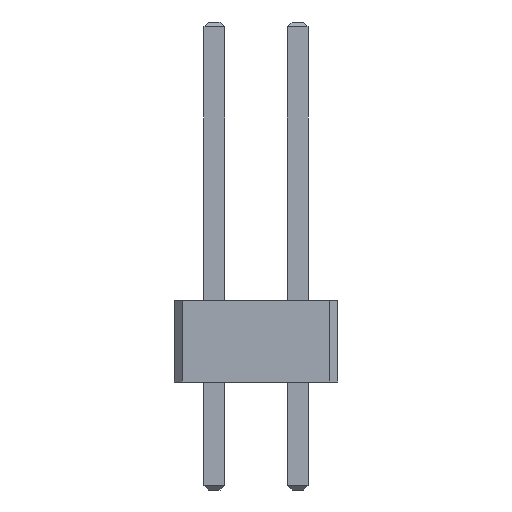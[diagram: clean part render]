
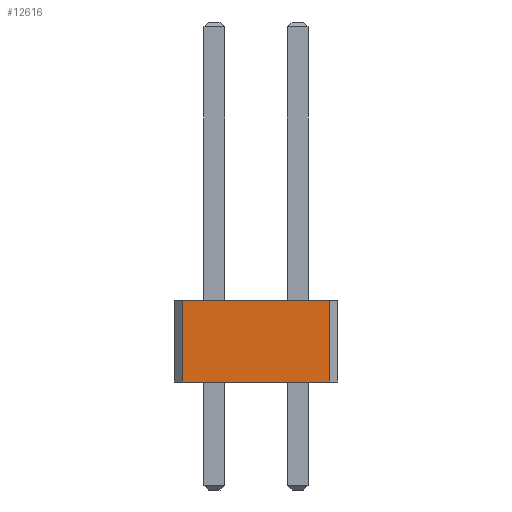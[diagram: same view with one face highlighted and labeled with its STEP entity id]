
A CAD part, front view. The second image highlights one B-rep face of the part: STEP entity #12616.
In plain terms, the highlighted planar face has unit normal (0, -1, 0).
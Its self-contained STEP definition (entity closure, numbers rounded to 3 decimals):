
#44 = PLANE('',#45);
#45 = AXIS2_PLACEMENT_3D('',#46,#47,#48);
#46 = CARTESIAN_POINT('',(-1.23,1.02,0.));
#47 = DIRECTION('',(0.,0.,-1.));
#48 = DIRECTION('',(0.,1.,0.));
#100 = PLANE('',#101);
#101 = AXIS2_PLACEMENT_3D('',#102,#103,#104);
#102 = CARTESIAN_POINT('',(-1.23,1.02,2.5));
#103 = DIRECTION('',(0.,0.,-1.));
#104 = DIRECTION('',(0.,1.,0.));
#1337 = VERTEX_POINT('',#1338);
#1338 = CARTESIAN_POINT('',(3.52,-34.29,0.));
#1352 = PLANE('',#1353);
#1353 = AXIS2_PLACEMENT_3D('',#1354,#1355,#1356);
#1354 = CARTESIAN_POINT('',(3.645,-34.165,0.));
#1355 = DIRECTION('',(0.707,-0.707,0.));
#1356 = DIRECTION('',(0.,0.,-1.));
#1364 = EDGE_CURVE('',#1365,#1337,#1367,.T.);
#1365 = VERTEX_POINT('',#1366);
#1366 = CARTESIAN_POINT('',(-0.98,-34.29,0.));
#1367 = SURFACE_CURVE('',#1368,(#1372,#1379),.PCURVE_S1.);
#1368 = LINE('',#1369,#1370);
#1369 = CARTESIAN_POINT('',(-1.23,-34.29,0.));
#1370 = VECTOR('',#1371,1.);
#1371 = DIRECTION('',(1.,0.,0.));
#1372 = PCURVE('',#44,#1373);
#1373 = DEFINITIONAL_REPRESENTATION('',(#1374),#1378);
#1374 = LINE('',#1375,#1376);
#1375 = CARTESIAN_POINT('',(-35.31,0.));
#1376 = VECTOR('',#1377,1.);
#1377 = DIRECTION('',(0.,1.));
#1378 = ( GEOMETRIC_REPRESENTATION_CONTEXT(2) 
PARAMETRIC_REPRESENTATION_CONTEXT() REPRESENTATION_CONTEXT('2D SPACE',''
  ) );
#1379 = PCURVE('',#1380,#1385);
#1380 = PLANE('',#1381);
#1381 = AXIS2_PLACEMENT_3D('',#1382,#1383,#1384);
#1382 = CARTESIAN_POINT('',(-1.23,-34.29,0.));
#1383 = DIRECTION('',(0.,1.,0.));
#1384 = DIRECTION('',(1.,0.,0.));
#1385 = DEFINITIONAL_REPRESENTATION('',(#1386),#1390);
#1386 = LINE('',#1387,#1388);
#1387 = CARTESIAN_POINT('',(0.,0.));
#1388 = VECTOR('',#1389,1.);
#1389 = DIRECTION('',(1.,0.));
#1390 = ( GEOMETRIC_REPRESENTATION_CONTEXT(2) 
PARAMETRIC_REPRESENTATION_CONTEXT() REPRESENTATION_CONTEXT('2D SPACE',''
  ) );
#1408 = PLANE('',#1409);
#1409 = AXIS2_PLACEMENT_3D('',#1410,#1411,#1412);
#1410 = CARTESIAN_POINT('',(-1.105,-34.165,0.));
#1411 = DIRECTION('',(-0.707,-0.707,0.));
#1412 = DIRECTION('',(0.,0.,-1.));
#6526 = VERTEX_POINT('',#6527);
#6527 = CARTESIAN_POINT('',(3.52,-34.29,2.5));
#6548 = EDGE_CURVE('',#6549,#6526,#6551,.T.);
#6549 = VERTEX_POINT('',#6550);
#6550 = CARTESIAN_POINT('',(-0.98,-34.29,2.5));
#6551 = SURFACE_CURVE('',#6552,(#6556,#6563),.PCURVE_S1.);
#6552 = LINE('',#6553,#6554);
#6553 = CARTESIAN_POINT('',(-1.23,-34.29,2.5));
#6554 = VECTOR('',#6555,1.);
#6555 = DIRECTION('',(1.,0.,0.));
#6556 = PCURVE('',#100,#6557);
#6557 = DEFINITIONAL_REPRESENTATION('',(#6558),#6562);
#6558 = LINE('',#6559,#6560);
#6559 = CARTESIAN_POINT('',(-35.31,0.));
#6560 = VECTOR('',#6561,1.);
#6561 = DIRECTION('',(0.,1.));
#6562 = ( GEOMETRIC_REPRESENTATION_CONTEXT(2) 
PARAMETRIC_REPRESENTATION_CONTEXT() REPRESENTATION_CONTEXT('2D SPACE',''
  ) );
#6563 = PCURVE('',#1380,#6564);
#6564 = DEFINITIONAL_REPRESENTATION('',(#6565),#6569);
#6565 = LINE('',#6566,#6567);
#6566 = CARTESIAN_POINT('',(0.,-2.5));
#6567 = VECTOR('',#6568,1.);
#6568 = DIRECTION('',(1.,0.));
#6569 = ( GEOMETRIC_REPRESENTATION_CONTEXT(2) 
PARAMETRIC_REPRESENTATION_CONTEXT() REPRESENTATION_CONTEXT('2D SPACE',''
  ) );
#12596 = EDGE_CURVE('',#1365,#6549,#12597,.T.);
#12597 = SURFACE_CURVE('',#12598,(#12602,#12609),.PCURVE_S1.);
#12598 = LINE('',#12599,#12600);
#12599 = CARTESIAN_POINT('',(-0.98,-34.29,0.));
#12600 = VECTOR('',#12601,1.);
#12601 = DIRECTION('',(0.,0.,1.));
#12602 = PCURVE('',#1408,#12603);
#12603 = DEFINITIONAL_REPRESENTATION('',(#12604),#12608);
#12604 = LINE('',#12605,#12606);
#12605 = CARTESIAN_POINT('',(0.,0.177));
#12606 = VECTOR('',#12607,1.);
#12607 = DIRECTION('',(-1.,0.));
#12608 = ( GEOMETRIC_REPRESENTATION_CONTEXT(2) 
PARAMETRIC_REPRESENTATION_CONTEXT() REPRESENTATION_CONTEXT('2D SPACE',''
  ) );
#12609 = PCURVE('',#1380,#12610);
#12610 = DEFINITIONAL_REPRESENTATION('',(#12611),#12615);
#12611 = LINE('',#12612,#12613);
#12612 = CARTESIAN_POINT('',(0.25,0.));
#12613 = VECTOR('',#12614,1.);
#12614 = DIRECTION('',(0.,-1.));
#12615 = ( GEOMETRIC_REPRESENTATION_CONTEXT(2) 
PARAMETRIC_REPRESENTATION_CONTEXT() REPRESENTATION_CONTEXT('2D SPACE',''
  ) );
#12616 = ADVANCED_FACE('',(#12617),#1380,.F.);
#12617 = FACE_BOUND('',#12618,.F.);
#12618 = EDGE_LOOP('',(#12619,#12620,#12621,#12622));
#12619 = ORIENTED_EDGE('',*,*,#1364,.F.);
#12620 = ORIENTED_EDGE('',*,*,#12596,.T.);
#12621 = ORIENTED_EDGE('',*,*,#6548,.T.);
#12622 = ORIENTED_EDGE('',*,*,#12623,.F.);
#12623 = EDGE_CURVE('',#1337,#6526,#12624,.T.);
#12624 = SURFACE_CURVE('',#12625,(#12629,#12636),.PCURVE_S1.);
#12625 = LINE('',#12626,#12627);
#12626 = CARTESIAN_POINT('',(3.52,-34.29,0.));
#12627 = VECTOR('',#12628,1.);
#12628 = DIRECTION('',(0.,0.,1.));
#12629 = PCURVE('',#1380,#12630);
#12630 = DEFINITIONAL_REPRESENTATION('',(#12631),#12635);
#12631 = LINE('',#12632,#12633);
#12632 = CARTESIAN_POINT('',(4.75,0.));
#12633 = VECTOR('',#12634,1.);
#12634 = DIRECTION('',(0.,-1.));
#12635 = ( GEOMETRIC_REPRESENTATION_CONTEXT(2) 
PARAMETRIC_REPRESENTATION_CONTEXT() REPRESENTATION_CONTEXT('2D SPACE',''
  ) );
#12636 = PCURVE('',#1352,#12637);
#12637 = DEFINITIONAL_REPRESENTATION('',(#12638),#12642);
#12638 = LINE('',#12639,#12640);
#12639 = CARTESIAN_POINT('',(0.,-0.177));
#12640 = VECTOR('',#12641,1.);
#12641 = DIRECTION('',(-1.,0.));
#12642 = ( GEOMETRIC_REPRESENTATION_CONTEXT(2) 
PARAMETRIC_REPRESENTATION_CONTEXT() REPRESENTATION_CONTEXT('2D SPACE',''
  ) );
